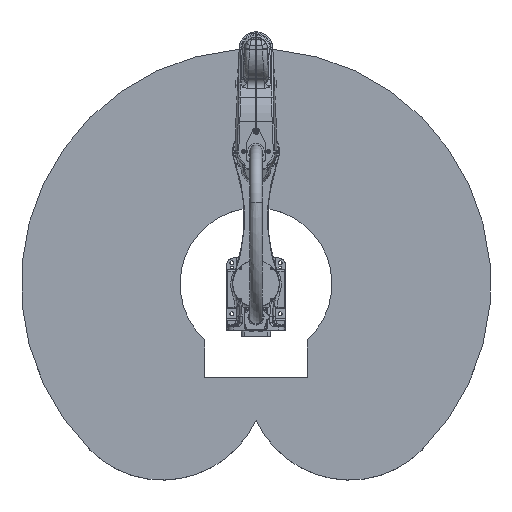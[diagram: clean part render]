
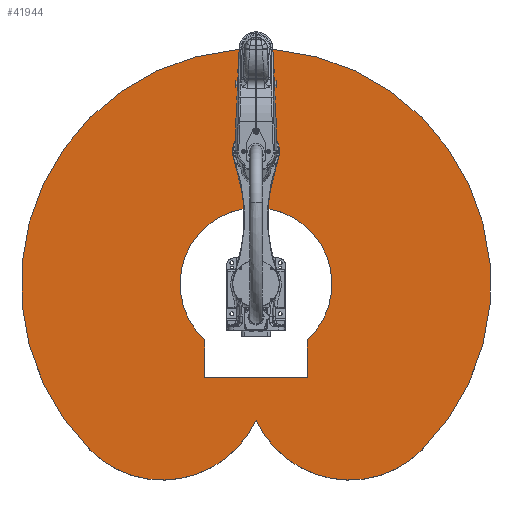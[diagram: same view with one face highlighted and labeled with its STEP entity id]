
A CAD part, top view. The second image highlights one B-rep face of the part: STEP entity #41944.
In plain terms, the highlighted face is planar.
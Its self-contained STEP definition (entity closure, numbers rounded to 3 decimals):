
#872=FACE_BOUND('',#14778,.T.);
#4245=LINE('',#98362,#6693);
#4250=LINE('',#98372,#6698);
#4252=LINE('',#98376,#6700);
#6693=VECTOR('',#57035,10.);
#6698=VECTOR('',#57042,10.);
#6700=VECTOR('',#57046,10.);
#7567=PLANE('',#46419);
#9578=CIRCLE('',#46418,258.78);
#9579=CIRCLE('',#46420,350.);
#9580=CIRCLE('',#46421,800.);
#9581=CIRCLE('',#46422,350.);
#11990=FACE_OUTER_BOUND('',#14777,.T.);
#14777=EDGE_LOOP('',(#37087,#37088,#37089));
#14778=EDGE_LOOP('',(#37090,#37091,#37092,#37093));
#19575=VERTEX_POINT('',#98360);
#19576=VERTEX_POINT('',#98361);
#19579=VERTEX_POINT('',#98369);
#19581=VERTEX_POINT('',#98375);
#19586=VERTEX_POINT('',#98391);
#19587=VERTEX_POINT('',#98392);
#19588=VERTEX_POINT('',#98394);
#25407=EDGE_CURVE('',#19575,#19576,#4245,.T.);
#25412=EDGE_CURVE('',#19576,#19579,#4250,.T.);
#25414=EDGE_CURVE('',#19581,#19575,#4252,.T.);
#25421=EDGE_CURVE('',#19579,#19581,#9578,.T.);
#25422=EDGE_CURVE('',#19586,#19587,#9579,.T.);
#25423=EDGE_CURVE('',#19587,#19588,#9580,.T.);
#25424=EDGE_CURVE('',#19588,#19586,#9581,.T.);
#37087=ORIENTED_EDGE('',*,*,#25422,.T.);
#37088=ORIENTED_EDGE('',*,*,#25423,.T.);
#37089=ORIENTED_EDGE('',*,*,#25424,.T.);
#37090=ORIENTED_EDGE('',*,*,#25412,.T.);
#37091=ORIENTED_EDGE('',*,*,#25421,.T.);
#37092=ORIENTED_EDGE('',*,*,#25414,.T.);
#37093=ORIENTED_EDGE('',*,*,#25407,.T.);
#41944=ADVANCED_FACE('',(#11990,#872),#7567,.F.);
#46418=AXIS2_PLACEMENT_3D('',#98389,#57061,#57062);
#46419=AXIS2_PLACEMENT_3D('',#98390,#57063,#57064);
#46420=AXIS2_PLACEMENT_3D('',#98393,#57065,#57066);
#46421=AXIS2_PLACEMENT_3D('',#98395,#57067,#57068);
#46422=AXIS2_PLACEMENT_3D('',#98396,#57069,#57070);
#57035=DIRECTION('',(0.,-1.,0.));
#57042=DIRECTION('',(1.,0.,0.));
#57046=DIRECTION('',(-1.,0.,0.));
#57061=DIRECTION('center_axis',(0.,0.,1.));
#57062=DIRECTION('ref_axis',(-1.,0.,0.));
#57063=DIRECTION('center_axis',(0.,0.,1.));
#57064=DIRECTION('ref_axis',(1.,0.,0.));
#57065=DIRECTION('center_axis',(0.,0.,-1.));
#57066=DIRECTION('ref_axis',(0.707,-0.707,0.));
#57067=DIRECTION('center_axis',(0.,0.,-1.));
#57068=DIRECTION('ref_axis',(0.707,0.707,0.));
#57069=DIRECTION('center_axis',(0.,0.,-1.));
#57070=DIRECTION('ref_axis',(0.416,-0.909,0.));
#98360=CARTESIAN_POINT('',(-320.,175.,0.));
#98361=CARTESIAN_POINT('',(-320.,-175.,0.));
#98362=CARTESIAN_POINT('',(-320.,-87.5,0.));
#98369=CARTESIAN_POINT('',(-190.636,-175.,0.));
#98372=CARTESIAN_POINT('',(45.314,-175.,0.));
#98375=CARTESIAN_POINT('',(-190.636,175.,0.));
#98376=CARTESIAN_POINT('',(-152.186,175.,0.));
#98389=CARTESIAN_POINT('Origin',(0.,0.,0.));
#98390=CARTESIAN_POINT('Origin',(15.627,0.,
0.));
#98391=CARTESIAN_POINT('',(-463.972,0.,0.));
#98392=CARTESIAN_POINT('',(-565.685,565.685,0.));
#98393=CARTESIAN_POINT('Origin',(-318.198,318.198,0.));
#98394=CARTESIAN_POINT('',(-565.685,-565.685,0.));
#98395=CARTESIAN_POINT('Origin',(0.,0.,0.));
#98396=CARTESIAN_POINT('Origin',(-318.198,-318.198,0.));
